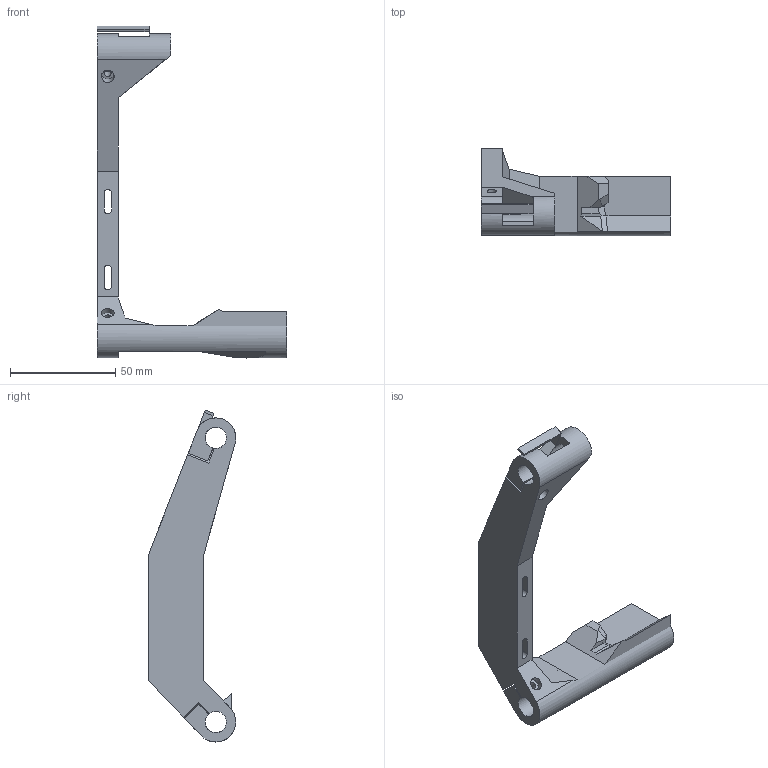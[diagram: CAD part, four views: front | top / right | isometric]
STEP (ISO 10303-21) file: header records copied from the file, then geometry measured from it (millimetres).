
FILE_DESCRIPTION(('FreeCAD Model'),'2;1');
FILE_NAME('Open CASCADE Shape Model','2024-01-23T18:16:40',(''),(''), 'Open CASCADE STEP processor 7.6','FreeCAD','Unknown');
FILE_SCHEMA(('AUTOMOTIVE_DESIGN { 1 0 10303 214 1 1 1 1 }'));
Length unit declared in the file: millimetre
Products named in the file (3): TH_Holder_v0_7; Dock_Mount-Refined-Chamfer; Built_in_Support
Assembly tree (2 placements, depth 2):
  TH_Holder_v0_7
    Dock_Mount-Refined-Chamfer
    Built_in_Support
Bounding box: 90 x 41.6 x 157.75 mm (x, y, z)
Volume: 53860.3 mm3; surface area: 24090.8 mm2
Topology: 2 solids, 2 shells, 96 faces, 263 edges, 172 vertices
Faces by surface type: plane 78, cylinder 16, bspline 1, extrusion 1
Full cylindrical faces by diameter (mm): 3.2 x2, 3.25 x2, 4.5 x2, 6 x2, 10.2 x2
Entity records: 10270 total; most frequent: CARTESIAN_POINT 4908, DIRECTION 993, VECTOR 658, LINE 657, ORIENTED_EDGE 526, PCURVE 526, DEFINITIONAL_REPRESENTATION 526, EDGE_CURVE 263
